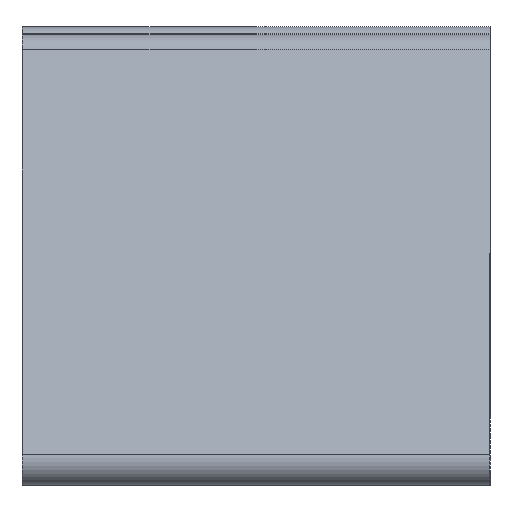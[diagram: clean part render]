
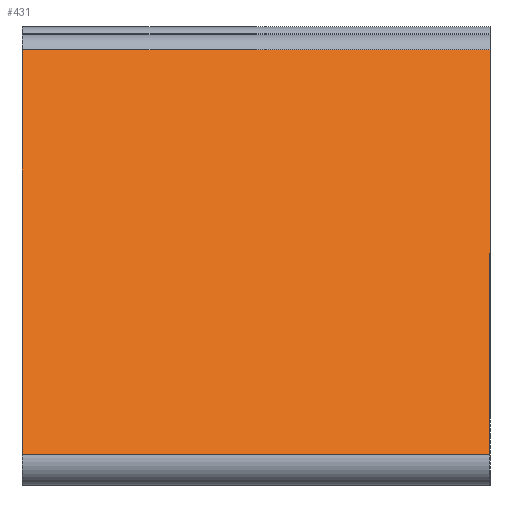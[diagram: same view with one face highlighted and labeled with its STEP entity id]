
A CAD part, left-side view. The second image highlights one B-rep face of the part: STEP entity #431.
In plain terms, the highlighted planar face has unit normal (-0.94, 0, 0.342).
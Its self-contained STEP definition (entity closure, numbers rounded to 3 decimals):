
#19=PLANE('',#481);
#37=FACE_OUTER_BOUND('',#60,.T.);
#60=EDGE_LOOP('',(#337,#338,#339,#340));
#95=LINE('',#696,#140);
#98=LINE('',#705,#143);
#99=LINE('',#708,#144);
#100=LINE('',#709,#145);
#140=VECTOR('',#559,10.);
#143=VECTOR('',#568,10.);
#144=VECTOR('',#571,10.);
#145=VECTOR('',#572,10.);
#208=VERTEX_POINT('',#693);
#209=VERTEX_POINT('',#695);
#211=VERTEX_POINT('',#701);
#213=VERTEX_POINT('',#707);
#256=EDGE_CURVE('',#209,#208,#95,.T.);
#261=EDGE_CURVE('',#209,#211,#98,.T.);
#262=EDGE_CURVE('',#213,#208,#99,.T.);
#263=EDGE_CURVE('',#211,#213,#100,.T.);
#337=ORIENTED_EDGE('',*,*,#261,.F.);
#338=ORIENTED_EDGE('',*,*,#256,.T.);
#339=ORIENTED_EDGE('',*,*,#262,.F.);
#340=ORIENTED_EDGE('',*,*,#263,.F.);
#431=ADVANCED_FACE('',(#37),#19,.T.);
#481=AXIS2_PLACEMENT_3D('',#706,#569,#570);
#559=DIRECTION('',(0.342,0.,0.94));
#568=DIRECTION('',(0.,1.,0.));
#569=DIRECTION('center_axis',(-0.94,0.,0.342));
#570=DIRECTION('ref_axis',(0.342,0.,0.94));
#571=DIRECTION('',(0.,-1.,0.));
#572=DIRECTION('',(0.342,0.,0.94));
#693=CARTESIAN_POINT('',(20.666,0.,56.781));
#695=CARTESIAN_POINT('',(1.465,0.,4.026));
#696=CARTESIAN_POINT('',(0.,0.,0.));
#701=CARTESIAN_POINT('',(1.465,61.,4.026));
#705=CARTESIAN_POINT('',(1.465,0.,4.026));
#706=CARTESIAN_POINT('Origin',(0.,0.,0.));
#707=CARTESIAN_POINT('',(20.666,61.,56.781));
#708=CARTESIAN_POINT('',(20.666,0.,56.781));
#709=CARTESIAN_POINT('',(0.,61.,0.));
